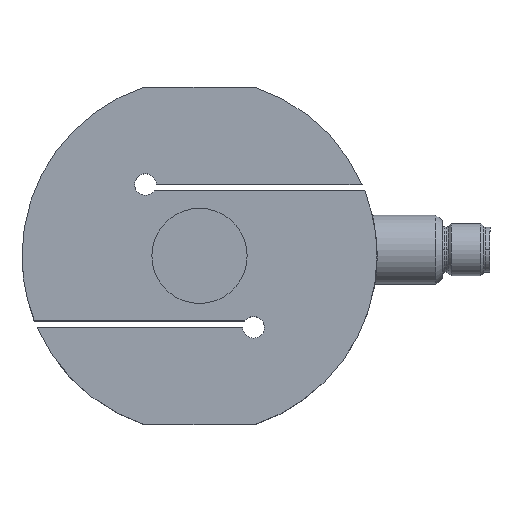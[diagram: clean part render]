
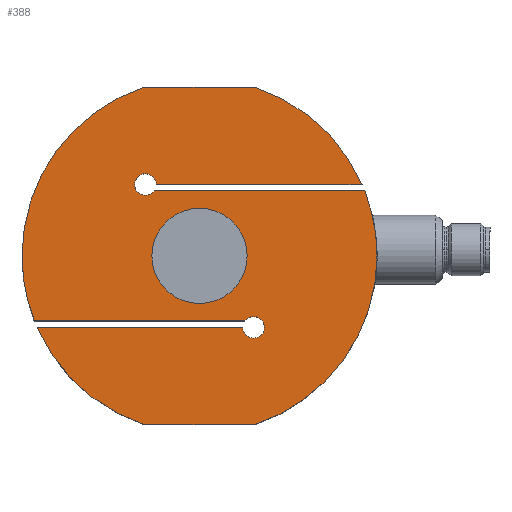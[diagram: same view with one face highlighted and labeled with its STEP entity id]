
A CAD part, top view. The second image highlights one B-rep face of the part: STEP entity #388.
In plain terms, the highlighted planar face has unit normal (0, 0, 1).
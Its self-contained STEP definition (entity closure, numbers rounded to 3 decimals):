
#388=ADVANCED_FACE('0:77',(#800,#801),#802,.T.);
#800=FACE_OUTER_BOUND('',#1267,.T.);
#801=FACE_BOUND('',#1268,.T.);
#802=PLANE('',#1269);
#1267=EDGE_LOOP('',(#2029,#2030,#2031,#2032,#2033,#2034,#2035,#2036,#2037,#2038,#2039,#2040,#2041,#2042,#2043,#2044));
#1268=EDGE_LOOP('',(#2045,#2046));
#1269=AXIS2_PLACEMENT_3D('',#2047,#2048,#2049);
#2029=ORIENTED_EDGE('',*,*,#2991,.T.);
#2030=ORIENTED_EDGE('',*,*,#2960,.F.);
#2031=ORIENTED_EDGE('',*,*,#2750,.T.);
#2032=ORIENTED_EDGE('',*,*,#2992,.T.);
#2033=ORIENTED_EDGE('',*,*,#2950,.T.);
#2034=ORIENTED_EDGE('',*,*,#2760,.F.);
#2035=ORIENTED_EDGE('',*,*,#2993,.F.);
#2036=ORIENTED_EDGE('',*,*,#2883,.F.);
#2037=ORIENTED_EDGE('',*,*,#2994,.T.);
#2038=ORIENTED_EDGE('',*,*,#2995,.T.);
#2039=ORIENTED_EDGE('',*,*,#2914,.T.);
#2040=ORIENTED_EDGE('',*,*,#2996,.T.);
#2041=ORIENTED_EDGE('',*,*,#2997,.F.);
#2042=ORIENTED_EDGE('',*,*,#2998,.F.);
#2043=ORIENTED_EDGE('',*,*,#2999,.F.);
#2044=ORIENTED_EDGE('',*,*,#3000,.T.);
#2045=ORIENTED_EDGE('',*,*,#3001,.F.);
#2046=ORIENTED_EDGE('',*,*,#3002,.F.);
#2047=CARTESIAN_POINT('',(0.0,0.0,0.0));
#2048=DIRECTION('',(0.0,0.0,1.0));
#2049=DIRECTION('',(1.0,-0.0,0.0));
#2750=EDGE_CURVE('0:326',#3261,#3259,#3262,.T.);
#2760=EDGE_CURVE('',#3276,#3278,#3279,.T.);
#2883=EDGE_CURVE('0:335',#3484,#3486,#3487,.T.);
#2914=EDGE_CURVE('0:215',#3535,#3532,#3536,.T.);
#2950=EDGE_CURVE('0:329',#3587,#3278,#3588,.F.);
#2960=EDGE_CURVE('0:323',#3261,#3600,#3601,.T.);
#2991=EDGE_CURVE('0:320',#3644,#3600,#3645,.T.);
#2992=EDGE_CURVE('',#3259,#3587,#3646,.T.);
#2993=EDGE_CURVE('0:203',#3486,#3276,#3647,.T.);
#2994=EDGE_CURVE('0:338',#3484,#3648,#3649,.T.);
#2995=EDGE_CURVE('0:341',#3648,#3535,#3650,.T.);
#2996=EDGE_CURVE('',#3532,#3651,#3652,.T.);
#2997=EDGE_CURVE('0:347',#3653,#3651,#3654,.T.);
#2998=EDGE_CURVE('',#3655,#3653,#3656,.T.);
#2999=EDGE_CURVE('0:248',#3657,#3655,#3658,.T.);
#3000=EDGE_CURVE('0:353',#3657,#3644,#3659,.F.);
#3001=EDGE_CURVE('0:260',#3660,#3661,#3662,.T.);
#3002=EDGE_CURVE('',#3661,#3660,#3663,.T.);
#3259=VERTEX_POINT('',#3996);
#3261=VERTEX_POINT('',#3999);
#3262=CIRCLE('',#4000,41.0);
#3276=VERTEX_POINT('',#4017);
#3278=VERTEX_POINT('',#4020);
#3279=CIRCLE('',#4021,2.5);
#3484=VERTEX_POINT('',#4262);
#3486=VERTEX_POINT('',#4265);
#3487=LINE('',#4266,#4267);
#3532=VERTEX_POINT('',#4319);
#3535=VERTEX_POINT('',#4323);
#3536=CIRCLE('',#4324,41.0);
#3587=VERTEX_POINT('',#4399);
#3588=LINE('',#4400,#4401);
#3600=VERTEX_POINT('',#4416);
#3601=LINE('',#4417,#4418);
#3644=VERTEX_POINT('',#4464);
#3645=CIRCLE('',#4465,41.0);
#3646=CIRCLE('',#4466,41.0);
#3647=CIRCLE('',#4467,2.5);
#3648=VERTEX_POINT('',#4468);
#3649=CIRCLE('',#4469,41.0);
#3650=LINE('',#4470,#4471);
#3651=VERTEX_POINT('',#4472);
#3652=CIRCLE('',#4473,41.0);
#3653=VERTEX_POINT('',#4474);
#3654=LINE('',#4475,#4476);
#3655=VERTEX_POINT('',#4477);
#3656=CIRCLE('',#4478,2.5);
#3657=VERTEX_POINT('',#4479);
#3658=CIRCLE('',#4480,2.5);
#3659=LINE('',#4481,#4482);
#3660=VERTEX_POINT('',#4483);
#3661=VERTEX_POINT('',#4484);
#3662=CIRCLE('',#4485,11.0);
#3663=CIRCLE('',#4486,11.0);
#3996=CARTESIAN_POINT('',(-41.0,0.,0.0));
#3999=CARTESIAN_POINT('',(-12.649,39.0,0.0));
#4000=AXIS2_PLACEMENT_3D('',#4883,#4884,#4885);
#4017=CARTESIAN_POINT('',(15.0,-16.5,0.0));
#4020=CARTESIAN_POINT('',(10.5,-15.0,0.0));
#4021=AXIS2_PLACEMENT_3D('',#4899,#4900,#4901);
#4262=CARTESIAN_POINT('',(-37.533,-16.5,0.0));
#4265=CARTESIAN_POINT('',(10.,-16.5,0.0));
#4266=CARTESIAN_POINT('',(-6.77,-16.5,0.0));
#4267=VECTOR('',#5110,0.001);
#4319=CARTESIAN_POINT('',(41.0,0.,0.0));
#4323=CARTESIAN_POINT('',(12.649,-39.0,0.0));
#4324=AXIS2_PLACEMENT_3D('',#5161,#5162,#5163);
#4399=CARTESIAN_POINT('',(-38.158,-15.0,0.0));
#4400=CARTESIAN_POINT('',(-6.935,-15.0,0.0));
#4401=VECTOR('',#5212,0.001);
#4416=CARTESIAN_POINT('',(12.649,39.0,0.0));
#4417=CARTESIAN_POINT('',(-12.649,39.0,0.0));
#4418=VECTOR('',#5225,0.001);
#4464=CARTESIAN_POINT('',(37.533,16.5,0.0));
#4465=AXIS2_PLACEMENT_3D('',#5286,#5287,#5288);
#4466=AXIS2_PLACEMENT_3D('',#5289,#5290,#5291);
#4467=AXIS2_PLACEMENT_3D('',#5292,#5293,#5294);
#4468=CARTESIAN_POINT('',(-12.649,-39.0,0.0));
#4469=AXIS2_PLACEMENT_3D('',#5295,#5296,#5297);
#4470=CARTESIAN_POINT('',(-12.649,-39.0,0.0));
#4471=VECTOR('',#5298,0.001);
#4472=CARTESIAN_POINT('',(38.158,15.0,0.0));
#4473=AXIS2_PLACEMENT_3D('',#5299,#5300,#5301);
#4474=CARTESIAN_POINT('',(-10.5,15.0,0.0));
#4475=CARTESIAN_POINT('',(6.935,15.0,0.0));
#4476=VECTOR('',#5302,0.001);
#4477=CARTESIAN_POINT('',(-15.0,16.5,0.0));
#4478=AXIS2_PLACEMENT_3D('',#5303,#5304,#5305);
#4479=CARTESIAN_POINT('',(-10.,16.5,0.0));
#4480=AXIS2_PLACEMENT_3D('',#5306,#5307,#5308);
#4481=CARTESIAN_POINT('',(6.77,16.5,0.0));
#4482=VECTOR('',#5309,0.001);
#4483=CARTESIAN_POINT('',(-11.0,0.,0.0));
#4484=CARTESIAN_POINT('',(11.0,0.,0.0));
#4485=AXIS2_PLACEMENT_3D('',#5310,#5311,#5312);
#4486=AXIS2_PLACEMENT_3D('',#5313,#5314,#5315);
#4883=CARTESIAN_POINT('',(0.0,0.0,0.0));
#4884=DIRECTION('',(0.0,0.0,1.0));
#4885=DIRECTION('',(1.0,0.0,-0.0));
#4899=CARTESIAN_POINT('',(12.5,-16.5,0.0));
#4900=DIRECTION('',(0.0,0.0,1.0));
#4901=DIRECTION('',(1.0,0.0,-0.0));
#5110=DIRECTION('',(1.0,0.,0.0));
#5161=CARTESIAN_POINT('',(0.0,0.0,0.0));
#5162=DIRECTION('',(0.0,0.0,1.0));
#5163=DIRECTION('',(1.0,0.0,-0.0));
#5212=DIRECTION('',(-1.0,0.,0.0));
#5225=DIRECTION('',(1.0,0.0,0.0));
#5286=CARTESIAN_POINT('',(0.0,0.0,0.0));
#5287=DIRECTION('',(0.0,0.0,1.0));
#5288=DIRECTION('',(1.0,0.0,-0.0));
#5289=CARTESIAN_POINT('',(0.0,0.0,0.0));
#5290=DIRECTION('',(0.0,0.0,1.0));
#5291=DIRECTION('',(1.0,0.0,-0.0));
#5292=CARTESIAN_POINT('',(12.5,-16.5,0.0));
#5293=DIRECTION('',(0.0,0.0,1.0));
#5294=DIRECTION('',(1.0,0.0,-0.0));
#5295=CARTESIAN_POINT('',(0.0,0.0,0.0));
#5296=DIRECTION('',(0.0,0.0,1.0));
#5297=DIRECTION('',(1.0,0.0,-0.0));
#5298=DIRECTION('',(1.0,0.0,0.0));
#5299=CARTESIAN_POINT('',(0.0,0.0,0.0));
#5300=DIRECTION('',(0.0,0.0,1.0));
#5301=DIRECTION('',(1.0,0.0,-0.0));
#5302=DIRECTION('',(1.0,0.,0.0));
#5303=CARTESIAN_POINT('',(-12.5,16.5,0.0));
#5304=DIRECTION('',(0.0,0.0,1.0));
#5305=DIRECTION('',(1.0,0.0,-0.0));
#5306=CARTESIAN_POINT('',(-12.5,16.5,0.0));
#5307=DIRECTION('',(0.0,0.0,1.0));
#5308=DIRECTION('',(1.0,0.0,-0.0));
#5309=DIRECTION('',(-1.0,0.,0.0));
#5310=CARTESIAN_POINT('',(0.0,0.0,0.0));
#5311=DIRECTION('',(0.0,0.0,1.0));
#5312=DIRECTION('',(1.0,0.0,-0.0));
#5313=CARTESIAN_POINT('',(0.0,0.0,0.0));
#5314=DIRECTION('',(0.0,0.0,1.0));
#5315=DIRECTION('',(1.0,0.0,-0.0));
